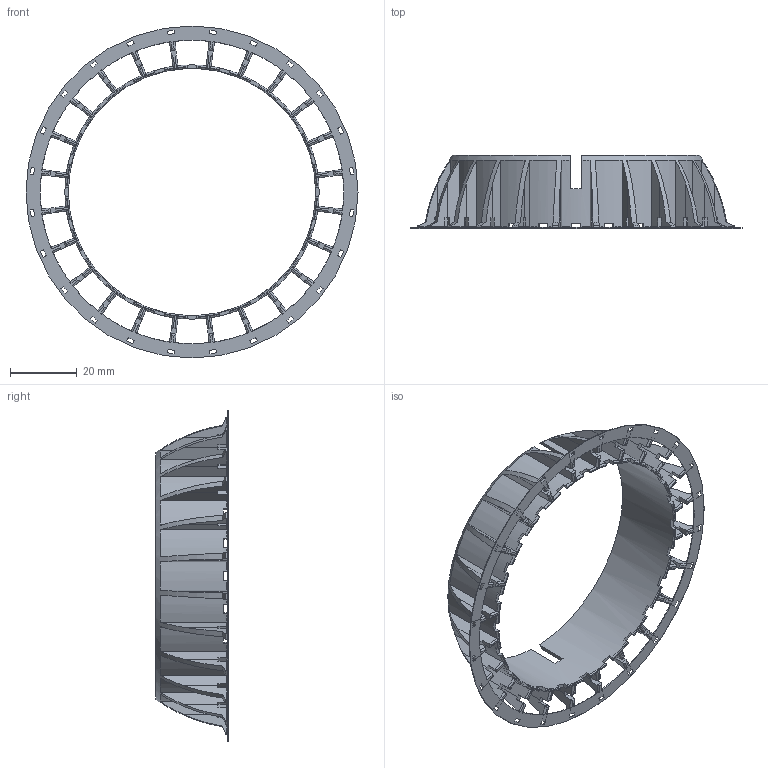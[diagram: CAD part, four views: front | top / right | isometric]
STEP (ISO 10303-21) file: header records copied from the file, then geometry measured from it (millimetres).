
FILE_DESCRIPTION(/* description */ ('Print 2, solid color.'),/* implementation_level */ '2;1');
FILE_NAME(/* name */ '24 Pix Ring.step',/* time_stamp */ '2025-07-21T13:42:37-07:00',/* author */ (''),/* organization */ (''),/* preprocessor_version */ 'ST-DEVELOPER v20.1',/* originating_system */ 'Autodesk Translation Framework v14.10.0.0',/* authorisation */ '');
FILE_SCHEMA (('AUTOMOTIVE_DESIGN { 1 0 10303 214 3 1 1 }'));
Length unit declared in the file: millimetre
Products named in the file (1): 24 Pix Ring
Bounding box: 99.63 x 21.89 x 99.63 mm (x, y, z)
Volume: 8606.2 mm3; surface area: 18059.4 mm2
Topology: 1 solids, 1 shells, 731 faces, 2261 edges, 1460 vertices
Faces by surface type: plane 272, cylinder 170, bspline 95, cone 72, torus 72, sphere 50
Full cylindrical faces by diameter (mm): 74.225 x1, 99.632 x1
Entity records: 30322 total; most frequent: CARTESIAN_POINT 10523, ORIENTED_EDGE 4522, DIRECTION 4002, EDGE_CURVE 2261, AXIS2_PLACEMENT_3D 1538, VERTEX_POINT 1460, LINE 926, VECTOR 926
